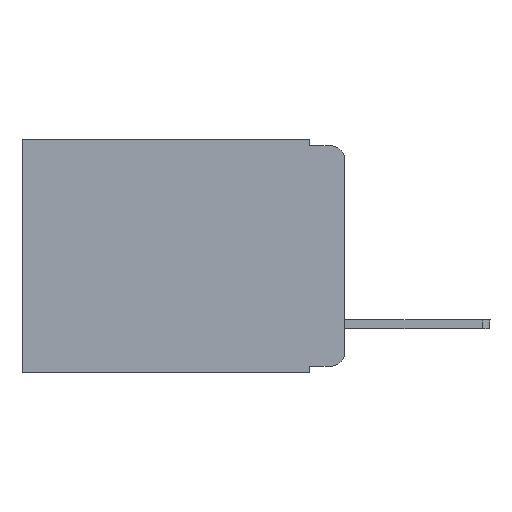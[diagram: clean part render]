
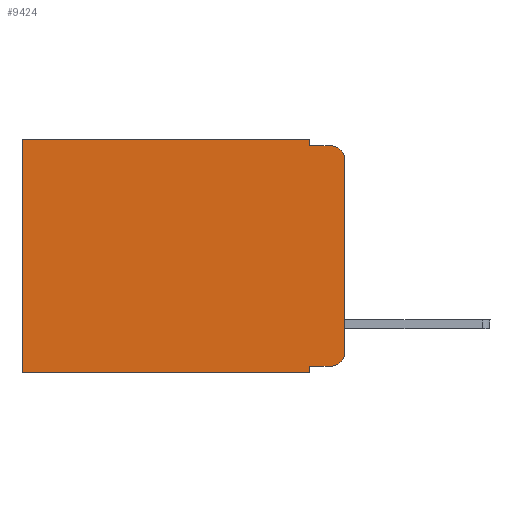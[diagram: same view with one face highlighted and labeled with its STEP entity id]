
A CAD part, left-side view. The second image highlights one B-rep face of the part: STEP entity #9424.
In plain terms, the highlighted planar face has unit normal (-1, 0, 0).
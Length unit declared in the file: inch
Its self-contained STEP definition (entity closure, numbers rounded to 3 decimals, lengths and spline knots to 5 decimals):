
#77 = DIRECTION ( 'NONE',  ( 0., 0., -1. ) ) ;
#113 = VECTOR ( 'NONE', #5409, 39.37008 ) ;
#138 = EDGE_CURVE ( 'NONE', #11509, #11334, #7471, .T. ) ;
#611 = EDGE_CURVE ( 'NONE', #5771, #12170, #4827, .T. ) ;
#701 = DIRECTION ( 'NONE',  ( 0., 0., -1. ) ) ;
#771 = CARTESIAN_POINT ( 'NONE',  ( 0.298, 0.051, 0. ) ) ;
#968 = ORIENTED_EDGE ( 'NONE', *, *, #1594, .T. ) ;
#1131 = VECTOR ( 'NONE', #7693, 39.37008 ) ;
#1306 = VERTEX_POINT ( 'NONE', #11078 ) ;
#1354 = VECTOR ( 'NONE', #6499, 39.37008 ) ;
#1368 = CARTESIAN_POINT ( 'NONE',  ( 0.298, 0.051, 0. ) ) ;
#1594 = EDGE_CURVE ( 'NONE', #4557, #1306, #9066, .T. ) ;
#2119 = EDGE_CURVE ( 'NONE', #4557, #5579, #8744, .T. ) ;
#2124 = VERTEX_POINT ( 'NONE', #9812 ) ;
#2150 = CARTESIAN_POINT ( 'NONE',  ( 0.298, 0.051, -0.333 ) ) ;
#2395 = CARTESIAN_POINT ( 'NONE',  ( 0.298, 0.473, 0. ) ) ;
#2554 = LINE ( 'NONE', #3782, #2702 ) ;
#2639 = DIRECTION ( 'NONE',  ( -1., 0., 0. ) ) ;
#2702 = VECTOR ( 'NONE', #11326, 39.37008 ) ;
#3223 = EDGE_LOOP ( 'NONE', ( #11773, #10924, #10367, #3571, #968, #11629, #7288, #10496, #3513, #4228 ) ) ;
#3513 = ORIENTED_EDGE ( 'NONE', *, *, #3860, .T. ) ;
#3541 = FACE_OUTER_BOUND ( 'NONE', #3223, .T. ) ;
#3571 = ORIENTED_EDGE ( 'NONE', *, *, #2119, .F. ) ;
#3710 = VECTOR ( 'NONE', #4136, 39.37008 ) ;
#3782 = CARTESIAN_POINT ( 'NONE',  ( 0.298, 0., -0.343 ) ) ;
#3860 = EDGE_CURVE ( 'NONE', #11509, #8404, #9153, .T. ) ;
#4136 = DIRECTION ( 'NONE',  ( 0., 0., -1. ) ) ;
#4228 = ORIENTED_EDGE ( 'NONE', *, *, #6305, .T. ) ;
#4407 = CARTESIAN_POINT ( 'NONE',  ( 0.298, 0.02, -0.333 ) ) ;
#4410 = CARTESIAN_POINT ( 'NONE',  ( 0.298, 0.051, -0.343 ) ) ;
#4533 = PLANE ( 'NONE',  #5723 ) ;
#4557 = VERTEX_POINT ( 'NONE', #6200 ) ;
#4827 = CIRCLE ( 'NONE', #12175, 0.02 ) ;
#4975 = LINE ( 'NONE', #8594, #9723 ) ;
#5040 = EDGE_CURVE ( 'NONE', #1306, #6707, #10013, .T. ) ;
#5150 = CARTESIAN_POINT ( 'NONE',  ( 0.298, 0.051, -0.01 ) ) ;
#5373 = EDGE_CURVE ( 'NONE', #5579, #12170, #4975, .T. ) ;
#5409 = DIRECTION ( 'NONE',  ( 0., -1., 0. ) ) ;
#5579 = VERTEX_POINT ( 'NONE', #5150 ) ;
#5626 = CARTESIAN_POINT ( 'NONE',  ( 0.298, 0.02, -0.313 ) ) ;
#5723 = AXIS2_PLACEMENT_3D ( 'NONE', #10233, #6275, #11893 ) ;
#5771 = VERTEX_POINT ( 'NONE', #11200 ) ;
#5786 = DIRECTION ( 'NONE',  ( 0., -1., 0. ) ) ;
#6200 = CARTESIAN_POINT ( 'NONE',  ( 0.298, 0.051, 0. ) ) ;
#6275 = DIRECTION ( 'NONE',  ( 1., 0., 0. ) ) ;
#6305 = EDGE_CURVE ( 'NONE', #8404, #2124, #8938, .T. ) ;
#6499 = DIRECTION ( 'NONE',  ( 0., 1., 0. ) ) ;
#6707 = VERTEX_POINT ( 'NONE', #10178 ) ;
#7155 = EDGE_CURVE ( 'NONE', #5771, #2124, #9813, .T. ) ;
#7288 = ORIENTED_EDGE ( 'NONE', *, *, #7306, .F. ) ;
#7306 = EDGE_CURVE ( 'NONE', #11334, #6707, #2554, .T. ) ;
#7341 = CARTESIAN_POINT ( 'NONE',  ( 0.298, 0.02, -0.03 ) ) ;
#7418 = CARTESIAN_POINT ( 'NONE',  ( 0.298, 0., 0. ) ) ;
#7471 = LINE ( 'NONE', #771, #1131 ) ;
#7503 = CARTESIAN_POINT ( 'NONE',  ( 0.298, 0.02, -0.01 ) ) ;
#7693 = DIRECTION ( 'NONE',  ( 0., 0., -1. ) ) ;
#8394 = DIRECTION ( 'NONE',  ( 0., 0., -1. ) ) ;
#8404 = VERTEX_POINT ( 'NONE', #4407 ) ;
#8594 = CARTESIAN_POINT ( 'NONE',  ( 0.298, 0.051, -0.01 ) ) ;
#8744 = LINE ( 'NONE', #1368, #3710 ) ;
#8938 = CIRCLE ( 'NONE', #10034, 0.02 ) ;
#9066 = LINE ( 'NONE', #12122, #1354 ) ;
#9153 = LINE ( 'NONE', #11124, #113 ) ;
#9424 = ADVANCED_FACE ( 'NONE', ( #3541 ), #4533, .F. ) ;
#9587 = VECTOR ( 'NONE', #11936, 39.37008 ) ;
#9723 = VECTOR ( 'NONE', #5786, 39.37008 ) ;
#9812 = CARTESIAN_POINT ( 'NONE',  ( 0.298, 0., -0.313 ) ) ;
#9813 = LINE ( 'NONE', #7418, #10096 ) ;
#10013 = LINE ( 'NONE', #2395, #9587 ) ;
#10034 = AXIS2_PLACEMENT_3D ( 'NONE', #5626, #12190, #77 ) ;
#10096 = VECTOR ( 'NONE', #701, 39.37008 ) ;
#10178 = CARTESIAN_POINT ( 'NONE',  ( 0.298, 0.473, -0.343 ) ) ;
#10233 = CARTESIAN_POINT ( 'NONE',  ( 0.298, 0., 0. ) ) ;
#10367 = ORIENTED_EDGE ( 'NONE', *, *, #5373, .F. ) ;
#10496 = ORIENTED_EDGE ( 'NONE', *, *, #138, .F. ) ;
#10924 = ORIENTED_EDGE ( 'NONE', *, *, #611, .T. ) ;
#11078 = CARTESIAN_POINT ( 'NONE',  ( 0.298, 0.473, 0. ) ) ;
#11124 = CARTESIAN_POINT ( 'NONE',  ( 0.298, 0.051, -0.333 ) ) ;
#11200 = CARTESIAN_POINT ( 'NONE',  ( 0.298, 0., -0.03 ) ) ;
#11326 = DIRECTION ( 'NONE',  ( 0., 1., 0. ) ) ;
#11334 = VERTEX_POINT ( 'NONE', #4410 ) ;
#11509 = VERTEX_POINT ( 'NONE', #2150 ) ;
#11629 = ORIENTED_EDGE ( 'NONE', *, *, #5040, .T. ) ;
#11773 = ORIENTED_EDGE ( 'NONE', *, *, #7155, .F. ) ;
#11893 = DIRECTION ( 'NONE',  ( 0., 0., -1. ) ) ;
#11936 = DIRECTION ( 'NONE',  ( 0., 0., -1. ) ) ;
#12122 = CARTESIAN_POINT ( 'NONE',  ( 0.298, 0., 0. ) ) ;
#12170 = VERTEX_POINT ( 'NONE', #7503 ) ;
#12175 = AXIS2_PLACEMENT_3D ( 'NONE', #7341, #2639, #8394 ) ;
#12190 = DIRECTION ( 'NONE',  ( -1., 0., 0. ) ) ;
